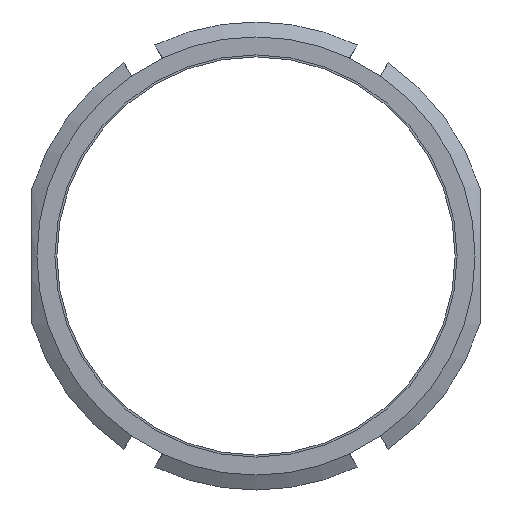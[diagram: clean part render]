
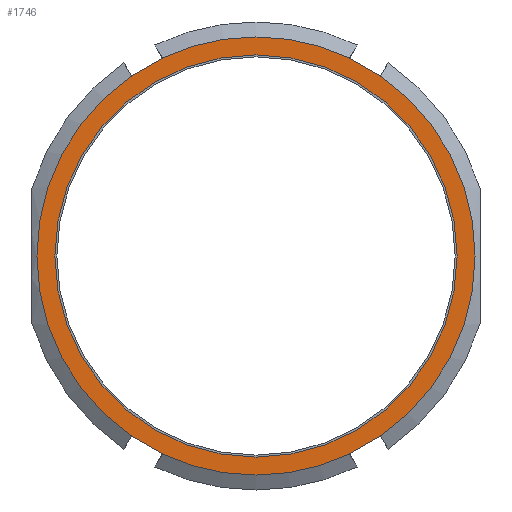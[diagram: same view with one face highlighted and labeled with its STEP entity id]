
A CAD part, left-side view. The second image highlights one B-rep face of the part: STEP entity #1746.
In plain terms, the highlighted planar face has unit normal (-1, 0, 0).
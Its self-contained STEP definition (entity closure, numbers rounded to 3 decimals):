
#121=CARTESIAN_POINT('',(0.0,62.544,-90.33));
#122=VERTEX_POINT('',#121);
#129=CARTESIAN_POINT('',(0.,62.61,-90.443));
#130=VERTEX_POINT('',#129);
#131=CARTESIAN_POINT('',(0.,62.61,-90.443));
#132=DIRECTION('',(0.0,-0.5,0.866));
#133=VECTOR('',#132,0.131);
#134=LINE('',#131,#133);
#135=EDGE_CURVE('',#130,#122,#134,.T.);
#159=CARTESIAN_POINT('',(0.0,46.956,-99.33));
#160=VERTEX_POINT('',#159);
#167=CARTESIAN_POINT('',(0.,62.544,-90.33));
#168=DIRECTION('',(0.0,-0.866,-0.5));
#169=VECTOR('',#168,18.);
#170=LINE('',#167,#169);
#171=EDGE_CURVE('',#122,#160,#170,.T.);
#199=CARTESIAN_POINT('',(0.,47.021,-99.443));
#200=VERTEX_POINT('',#199);
#207=CARTESIAN_POINT('',(0.,46.956,-99.33));
#208=DIRECTION('',(0.0,0.5,-0.866));
#209=VECTOR('',#208,0.131);
#210=LINE('',#207,#209);
#211=EDGE_CURVE('',#160,#200,#210,.T.);
#251=CARTESIAN_POINT('',(0.,-62.61,-90.443));
#252=VERTEX_POINT('',#251);
#261=CARTESIAN_POINT('',(0.0,-62.544,-90.33));
#262=VERTEX_POINT('',#261);
#263=CARTESIAN_POINT('',(0.,-62.544,-90.33));
#264=DIRECTION('',(0.0,-0.5,-0.866));
#265=VECTOR('',#264,0.131);
#266=LINE('',#263,#265);
#267=EDGE_CURVE('',#262,#252,#266,.T.);
#338=CARTESIAN_POINT('',(0.0,-46.956,-99.33));
#339=VERTEX_POINT('',#338);
#340=CARTESIAN_POINT('',(0.,-46.956,-99.33));
#341=DIRECTION('',(0.0,-0.866,0.5));
#342=VECTOR('',#341,18.);
#343=LINE('',#340,#342);
#344=EDGE_CURVE('',#339,#262,#343,.T.);
#362=CARTESIAN_POINT('',(0.,-47.021,-99.443));
#363=VERTEX_POINT('',#362);
#415=CARTESIAN_POINT('',(0.,-47.021,-99.443));
#416=DIRECTION('',(0.0,0.5,0.866));
#417=VECTOR('',#416,0.131);
#418=LINE('',#415,#417);
#419=EDGE_CURVE('',#363,#339,#418,.T.);
#738=CARTESIAN_POINT('',(0.,-62.61,90.443));
#739=VERTEX_POINT('',#738);
#746=CARTESIAN_POINT('',(0.,0.0,0.0));
#747=DIRECTION('',(1.0,0.0,0.0));
#748=DIRECTION('',(0.0,1.0,0.0));
#749=AXIS2_PLACEMENT_3D('',#746,#747,#748);
#750=CIRCLE('',#749,110.0);
#751=EDGE_CURVE('',#739,#252,#750,.T.);
#762=CARTESIAN_POINT('',(0.,62.61,90.443));
#763=VERTEX_POINT('',#762);
#764=CARTESIAN_POINT('',(0.,0.0,0.0));
#765=DIRECTION('',(1.0,0.0,0.0));
#766=DIRECTION('',(0.0,1.0,0.0));
#767=AXIS2_PLACEMENT_3D('',#764,#765,#766);
#768=CIRCLE('',#767,110.0);
#769=EDGE_CURVE('',#130,#763,#768,.T.);
#965=CARTESIAN_POINT('',(0.0,62.544,90.33));
#966=VERTEX_POINT('',#965);
#967=CARTESIAN_POINT('',(0.,62.544,90.33));
#968=DIRECTION('',(0.0,0.5,0.866));
#969=VECTOR('',#968,0.131);
#970=LINE('',#967,#969);
#971=EDGE_CURVE('',#966,#763,#970,.T.);
#998=CARTESIAN_POINT('',(0.0,46.956,99.33));
#999=VERTEX_POINT('',#998);
#1000=CARTESIAN_POINT('',(0.,46.956,99.33));
#1001=DIRECTION('',(0.0,0.866,-0.5));
#1002=VECTOR('',#1001,18.);
#1003=LINE('',#1000,#1002);
#1004=EDGE_CURVE('',#999,#966,#1003,.T.);
#1022=CARTESIAN_POINT('',(0.,47.021,99.443));
#1023=VERTEX_POINT('',#1022);
#1068=CARTESIAN_POINT('',(0.,47.021,99.443));
#1069=DIRECTION('',(0.0,-0.5,-0.866));
#1070=VECTOR('',#1069,0.131);
#1071=LINE('',#1068,#1070);
#1072=EDGE_CURVE('',#1023,#999,#1071,.T.);
#1082=CARTESIAN_POINT('',(0.,-47.021,99.443));
#1083=VERTEX_POINT('',#1082);
#1092=CARTESIAN_POINT('',(0.0,-46.956,99.33));
#1093=VERTEX_POINT('',#1092);
#1094=CARTESIAN_POINT('',(0.,-46.956,99.33));
#1095=DIRECTION('',(0.0,-0.5,0.866));
#1096=VECTOR('',#1095,0.131);
#1097=LINE('',#1094,#1096);
#1098=EDGE_CURVE('',#1093,#1083,#1097,.T.);
#1153=CARTESIAN_POINT('',(0.0,-62.544,90.33));
#1154=VERTEX_POINT('',#1153);
#1155=CARTESIAN_POINT('',(0.,-62.544,90.33));
#1156=DIRECTION('',(0.0,0.866,0.5));
#1157=VECTOR('',#1156,18.);
#1158=LINE('',#1155,#1157);
#1159=EDGE_CURVE('',#1154,#1093,#1158,.T.);
#1186=CARTESIAN_POINT('',(0.,-62.61,90.443));
#1187=DIRECTION('',(0.0,0.5,-0.866));
#1188=VECTOR('',#1187,0.131);
#1189=LINE('',#1186,#1188);
#1190=EDGE_CURVE('',#739,#1154,#1189,.T.);
#1201=CARTESIAN_POINT('',(0.,0.0,0.0));
#1202=DIRECTION('',(1.0,0.0,0.0));
#1203=DIRECTION('',(0.0,1.0,0.0));
#1204=AXIS2_PLACEMENT_3D('',#1201,#1202,#1203);
#1205=CIRCLE('',#1204,110.0);
#1206=EDGE_CURVE('',#1023,#1083,#1205,.T.);
#1227=CARTESIAN_POINT('',(0.,0.0,0.0));
#1228=DIRECTION('',(1.0,0.0,0.0));
#1229=DIRECTION('',(0.0,1.0,0.0));
#1230=AXIS2_PLACEMENT_3D('',#1227,#1228,#1229);
#1231=CIRCLE('',#1230,110.0);
#1232=EDGE_CURVE('',#363,#200,#1231,.T.);
#1705=CARTESIAN_POINT('',(0.,101.,0.0));
#1706=VERTEX_POINT('',#1705);
#1707=CARTESIAN_POINT('',(0.,0.0,0.0));
#1708=DIRECTION('',(1.0,0.0,0.0));
#1709=DIRECTION('',(0.0,1.0,0.0));
#1710=AXIS2_PLACEMENT_3D('',#1707,#1708,#1709);
#1711=CIRCLE('',#1710,101.);
#1712=EDGE_CURVE('',#1706,#1706,#1711,.T.);
#1720=CARTESIAN_POINT('',(0.,105.5,0.0));
#1721=DIRECTION('',(-1.0,0.0,0.0));
#1722=DIRECTION('',(0.0,0.0,1.0));
#1723=AXIS2_PLACEMENT_3D('',#1720,#1721,#1722);
#1724=PLANE('',#1723);
#1725=ORIENTED_EDGE('',*,*,#211,.T.);
#1726=ORIENTED_EDGE('',*,*,#1232,.F.);
#1727=ORIENTED_EDGE('',*,*,#419,.T.);
#1728=ORIENTED_EDGE('',*,*,#344,.T.);
#1729=ORIENTED_EDGE('',*,*,#267,.T.);
#1730=ORIENTED_EDGE('',*,*,#751,.F.);
#1731=ORIENTED_EDGE('',*,*,#1190,.T.);
#1732=ORIENTED_EDGE('',*,*,#1159,.T.);
#1733=ORIENTED_EDGE('',*,*,#1098,.T.);
#1734=ORIENTED_EDGE('',*,*,#1206,.F.);
#1735=ORIENTED_EDGE('',*,*,#1072,.T.);
#1736=ORIENTED_EDGE('',*,*,#1004,.T.);
#1737=ORIENTED_EDGE('',*,*,#971,.T.);
#1738=ORIENTED_EDGE('',*,*,#769,.F.);
#1739=ORIENTED_EDGE('',*,*,#135,.T.);
#1740=ORIENTED_EDGE('',*,*,#171,.T.);
#1741=EDGE_LOOP('',(#1725,#1726,#1727,#1728,#1729,#1730,#1731,#1732,#1733,#1734,#1735,#1736,#1737,#1738,#1739,#1740));
#1742=FACE_OUTER_BOUND('',#1741,.T.);
#1743=ORIENTED_EDGE('',*,*,#1712,.T.);
#1744=EDGE_LOOP('',(#1743));
#1745=FACE_BOUND('',#1744,.T.);
#1746=ADVANCED_FACE('',(#1742,#1745),#1724,.T.);
